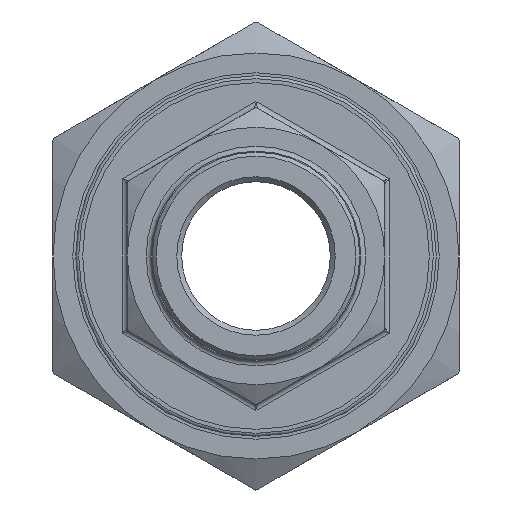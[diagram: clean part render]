
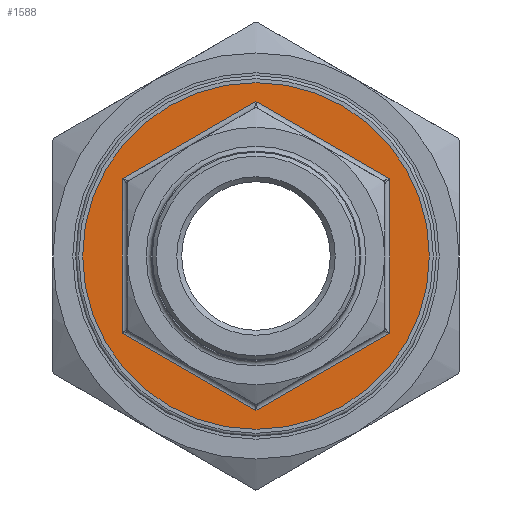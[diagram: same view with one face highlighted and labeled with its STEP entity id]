
A CAD part, front view. The second image highlights one B-rep face of the part: STEP entity #1588.
In plain terms, the highlighted planar face has unit normal (0, -1, 0).
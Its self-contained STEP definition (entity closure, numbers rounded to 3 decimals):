
#143=LINE('',#2867,#203);
#147=LINE('',#2915,#207);
#151=LINE('',#2969,#211);
#155=LINE('',#3019,#215);
#159=LINE('',#3062,#219);
#165=LINE('',#3129,#225);
#203=VECTOR('',#2106,15.588);
#207=VECTOR('',#2124,15.588);
#211=VECTOR('',#2150,15.588);
#215=VECTOR('',#2172,15.588);
#219=VECTOR('',#2192,15.588);
#225=VECTOR('',#2240,15.588);
#338=PLANE('',#1801);
#356=FACE_BOUND('',#577,.T.);
#457=FACE_OUTER_BOUND('',#576,.T.);
#576=EDGE_LOOP('',(#1395));
#577=EDGE_LOOP('',(#1396,#1397,#1398,#1399,#1400,#1401));
#666=CIRCLE('',#1802,17.5);
#773=VERTEX_POINT('',#2838);
#780=VERTEX_POINT('',#2866);
#786=VERTEX_POINT('',#2914);
#794=VERTEX_POINT('',#2968);
#800=VERTEX_POINT('',#3018);
#803=VERTEX_POINT('',#3049);
#813=VERTEX_POINT('',#3131);
#965=EDGE_CURVE('',#773,#780,#143,.T.);
#975=EDGE_CURVE('',#780,#786,#147,.T.);
#988=EDGE_CURVE('',#786,#794,#151,.T.);
#999=EDGE_CURVE('',#794,#800,#155,.T.);
#1009=EDGE_CURVE('',#800,#803,#159,.T.);
#1027=EDGE_CURVE('',#803,#773,#165,.T.);
#1028=EDGE_CURVE('',#813,#813,#666,.T.);
#1395=ORIENTED_EDGE('',*,*,#1028,.T.);
#1396=ORIENTED_EDGE('',*,*,#988,.F.);
#1397=ORIENTED_EDGE('',*,*,#975,.F.);
#1398=ORIENTED_EDGE('',*,*,#965,.F.);
#1399=ORIENTED_EDGE('',*,*,#1027,.F.);
#1400=ORIENTED_EDGE('',*,*,#1009,.F.);
#1401=ORIENTED_EDGE('',*,*,#999,.F.);
#1588=ADVANCED_FACE('',(#457,#356),#338,.F.);
#1801=AXIS2_PLACEMENT_3D('',#3130,#2241,#2242);
#1802=AXIS2_PLACEMENT_3D('',#3132,#2243,#2244);
#2106=DIRECTION('',(-0.866,0.,-0.5));
#2124=DIRECTION('',(0.,0.,-1.));
#2150=DIRECTION('',(0.866,0.,-0.5));
#2172=DIRECTION('',(0.866,0.,0.5));
#2192=DIRECTION('',(0.,0.,1.));
#2240=DIRECTION('',(-0.866,0.,0.5));
#2241=DIRECTION('center_axis',(0.,1.,0.));
#2242=DIRECTION('ref_axis',(0.,0.,1.));
#2243=DIRECTION('center_axis',(0.,-1.,0.));
#2244=DIRECTION('ref_axis',(1.,0.,0.));
#2838=CARTESIAN_POINT('',(0.,-8.25,15.588));
#2866=CARTESIAN_POINT('',(-13.5,-8.25,7.794));
#2867=CARTESIAN_POINT('',(-10.,-8.25,9.815));
#2914=CARTESIAN_POINT('',(-13.5,-8.25,-7.794));
#2915=CARTESIAN_POINT('',(-13.5,-8.25,-3.753));
#2968=CARTESIAN_POINT('',(0.,-8.25,-15.588));
#2969=CARTESIAN_POINT('',(-3.5,-8.25,-13.568));
#3018=CARTESIAN_POINT('',(13.5,-8.25,-7.794));
#3019=CARTESIAN_POINT('',(10.,-8.25,-9.815));
#3049=CARTESIAN_POINT('',(13.5,-8.25,7.794));
#3062=CARTESIAN_POINT('',(13.5,-8.25,3.753));
#3129=CARTESIAN_POINT('',(3.5,-8.25,13.568));
#3130=CARTESIAN_POINT('Origin',(0.,-8.25,0.));
#3131=CARTESIAN_POINT('',(-17.5,-8.25,0.));
#3132=CARTESIAN_POINT('Origin',(0.,-8.25,0.));
